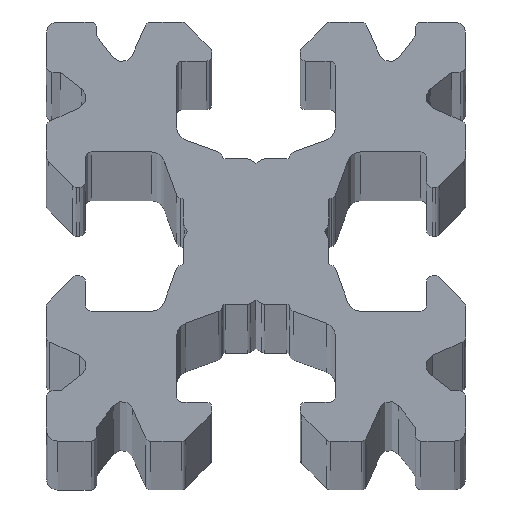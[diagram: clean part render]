
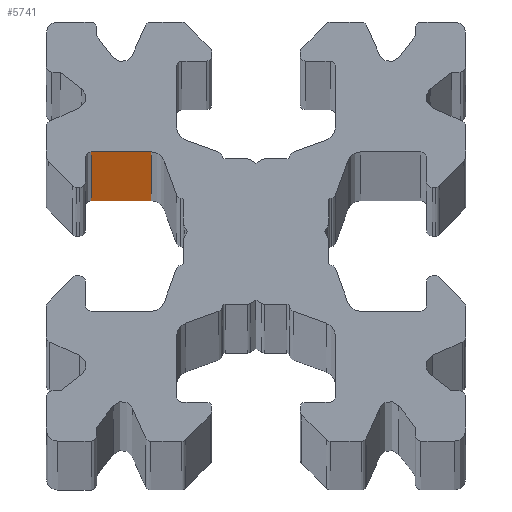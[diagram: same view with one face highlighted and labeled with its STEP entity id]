
A CAD part, top view. The second image highlights one B-rep face of the part: STEP entity #5741.
In plain terms, the highlighted planar face has unit normal (0, -1, 0).
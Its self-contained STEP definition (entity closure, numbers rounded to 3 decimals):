
#305 = VERTEX_POINT ( 'NONE', #1398 ) ;
#376 = VERTEX_POINT ( 'NONE', #1981 ) ;
#397 = CARTESIAN_POINT ( 'NONE',  ( -3.75, 2.85, 0. ) ) ;
#726 = CARTESIAN_POINT ( 'NONE',  ( -6.1, 2.85, 0. ) ) ;
#863 = CARTESIAN_POINT ( 'NONE',  ( -6.1, 2.85, -1000. ) ) ;
#892 = CARTESIAN_POINT ( 'NONE',  ( -3.75, 2.85, -1000. ) ) ;
#1361 = CARTESIAN_POINT ( 'NONE',  ( -6.1, 2.85, -1000. ) ) ;
#1392 = PLANE ( 'NONE',  #1703 ) ;
#1398 = CARTESIAN_POINT ( 'NONE',  ( -5.9, 2.85, 0. ) ) ;
#1408 = EDGE_CURVE ( 'NONE', #2692, #305, #3206, .T. ) ;
#1703 = AXIS2_PLACEMENT_3D ( 'NONE', #1361, #3381, #2463 ) ;
#1981 = CARTESIAN_POINT ( 'NONE',  ( -5.9, 2.85, -1000. ) ) ;
#2067 = DIRECTION ( 'NONE',  ( 0., 0., 1. ) ) ;
#2384 = EDGE_LOOP ( 'NONE', ( #4957, #5493, #5748, #5575 ) ) ;
#2463 = DIRECTION ( 'NONE',  ( -1., 0., 0. ) ) ;
#2692 = VERTEX_POINT ( 'NONE', #397 ) ;
#2714 = DIRECTION ( 'NONE',  ( -1., 0., 0. ) ) ;
#2769 = VECTOR ( 'NONE', #3469, 1000. ) ;
#3186 = EDGE_CURVE ( 'NONE', #4789, #376, #6363, .T. ) ;
#3206 = LINE ( 'NONE', #726, #4096 ) ;
#3381 = DIRECTION ( 'NONE',  ( 0., -1., 0. ) ) ;
#3469 = DIRECTION ( 'NONE',  ( -1., 0., 0. ) ) ;
#3506 = CARTESIAN_POINT ( 'NONE',  ( -5.9, 2.85, 0. ) ) ;
#3661 = CARTESIAN_POINT ( 'NONE',  ( -3.75, 2.85, -1000. ) ) ;
#4096 = VECTOR ( 'NONE', #2714, 1000. ) ;
#4789 = VERTEX_POINT ( 'NONE', #3661 ) ;
#4862 = DIRECTION ( 'NONE',  ( 0., 0., -1. ) ) ;
#4957 = ORIENTED_EDGE ( 'NONE', *, *, #1408, .T. ) ;
#5239 = VECTOR ( 'NONE', #2067, 1000. ) ;
#5493 = ORIENTED_EDGE ( 'NONE', *, *, #5854, .F. ) ;
#5575 = ORIENTED_EDGE ( 'NONE', *, *, #6249, .F. ) ;
#5741 = ADVANCED_FACE ( 'NONE', ( #5886 ), #1392, .T. ) ;
#5748 = ORIENTED_EDGE ( 'NONE', *, *, #3186, .F. ) ;
#5809 = VECTOR ( 'NONE', #4862, 1000. ) ;
#5854 = EDGE_CURVE ( 'NONE', #376, #305, #5981, .T. ) ;
#5886 = FACE_OUTER_BOUND ( 'NONE', #2384, .T. ) ;
#5981 = LINE ( 'NONE', #3506, #5239 ) ;
#6249 = EDGE_CURVE ( 'NONE', #2692, #4789, #6395, .T. ) ;
#6363 = LINE ( 'NONE', #863, #2769 ) ;
#6395 = LINE ( 'NONE', #892, #5809 ) ;
